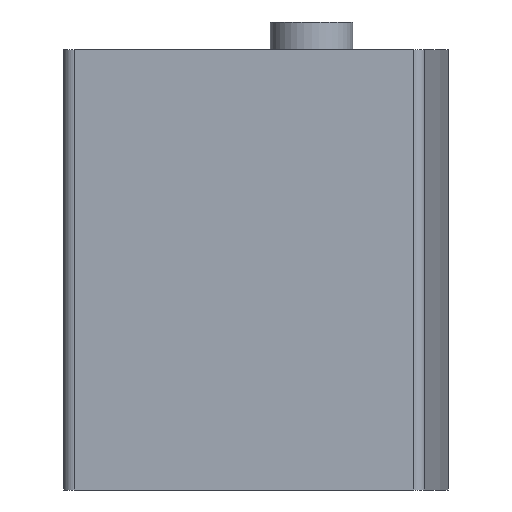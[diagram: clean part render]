
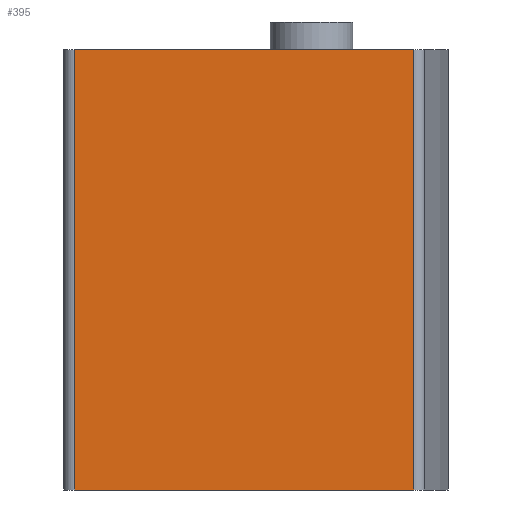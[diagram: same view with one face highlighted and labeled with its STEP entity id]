
A CAD part, left-side view. The second image highlights one B-rep face of the part: STEP entity #395.
In plain terms, the highlighted planar face has unit normal (-1, 0, 0).
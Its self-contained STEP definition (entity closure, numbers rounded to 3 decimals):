
#77=ORIENTED_EDGE('',*,*,#167,.F.);
#78=ORIENTED_EDGE('',*,*,#168,.F.);
#79=ORIENTED_EDGE('',*,*,#169,.T.);
#80=ORIENTED_EDGE('',*,*,#170,.T.);
#167=EDGE_CURVE('',#212,#213,#249,.T.);
#168=EDGE_CURVE('',#214,#212,#250,.T.);
#169=EDGE_CURVE('',#214,#215,#251,.T.);
#170=EDGE_CURVE('',#215,#213,#252,.T.);
#212=VERTEX_POINT('',#659);
#213=VERTEX_POINT('',#660);
#214=VERTEX_POINT('',#662);
#215=VERTEX_POINT('',#664);
#249=LINE('',#658,#263);
#250=LINE('',#661,#264);
#251=LINE('',#663,#265);
#252=LINE('',#665,#266);
#263=VECTOR('',#518,1000.);
#264=VECTOR('',#519,1000.);
#265=VECTOR('',#520,1000.);
#266=VECTOR('',#521,1000.);
#277=EDGE_LOOP('',(#77,#78,#79,#80));
#329=FACE_BOUND('',#277,.T.);
#381=PLANE('',#451);
#395=ADVANCED_FACE('',(#329),#381,.T.);
#451=AXIS2_PLACEMENT_3D('',#657,#516,#517);
#516=DIRECTION('',(-1.,0.,0.));
#517=DIRECTION('',(0.,0.,1.));
#518=DIRECTION('',(0.,-1.,0.));
#519=DIRECTION('',(0.,0.,1.));
#520=DIRECTION('',(0.,-1.,0.));
#521=DIRECTION('',(0.,0.,1.));
#657=CARTESIAN_POINT('',(-6.5,8.6,-16.));
#658=CARTESIAN_POINT('',(-6.5,8.6,0.));
#659=CARTESIAN_POINT('',(-6.5,8.6,0.));
#660=CARTESIAN_POINT('',(-6.5,-3.721,0.));
#661=CARTESIAN_POINT('',(-6.5,8.6,-16.));
#662=CARTESIAN_POINT('',(-6.5,8.6,-16.));
#663=CARTESIAN_POINT('',(-6.5,8.6,-16.));
#664=CARTESIAN_POINT('',(-6.5,-3.721,-16.));
#665=CARTESIAN_POINT('',(-6.5,-3.721,-16.));
